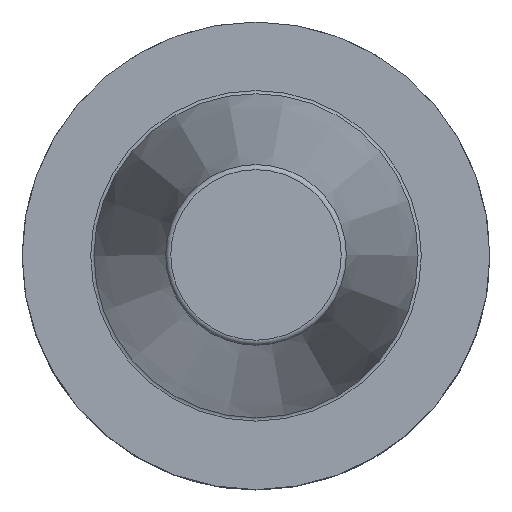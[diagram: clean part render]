
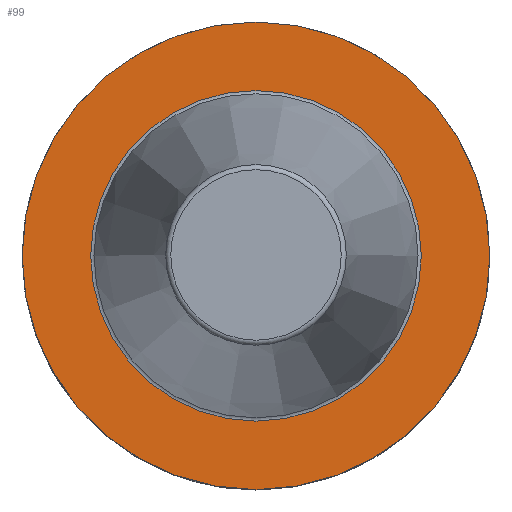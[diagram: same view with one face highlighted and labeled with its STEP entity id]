
A CAD part, top view. The second image highlights one B-rep face of the part: STEP entity #99.
In plain terms, the highlighted planar face has unit normal (0, 0, 1).
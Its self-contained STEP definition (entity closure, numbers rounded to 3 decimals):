
#74=FACE_BOUND('',#138,.T.);
#75=FACE_BOUND('',#139,.T.);
#99=ADVANCED_FACE('',(#74,#75),#109,.F.);
#109=PLANE('',#272);
#138=EDGE_LOOP('',(#176));
#139=EDGE_LOOP('',(#177));
#176=ORIENTED_EDGE('',*,*,#221,.F.);
#177=ORIENTED_EDGE('',*,*,#220,.T.);
#201=VERTEX_POINT('',#417);
#202=VERTEX_POINT('',#420);
#220=EDGE_CURVE('',#201,#201,#238,.T.);
#221=EDGE_CURVE('',#202,#202,#239,.T.);
#238=CIRCLE('',#269,22.99);
#239=CIRCLE('',#271,16.25);
#269=AXIS2_PLACEMENT_3D('',#416,#332,#333);
#271=AXIS2_PLACEMENT_3D('',#419,#336,#337);
#272=AXIS2_PLACEMENT_3D('',#421,#338,#339);
#332=DIRECTION('',(0.0,0.0,1.0));
#333=DIRECTION('',(1.0,0.0,0.0));
#336=DIRECTION('',(0.0,0.0,1.0));
#337=DIRECTION('',(1.0,0.0,0.0));
#338=DIRECTION('',(0.0,0.0,-1.0));
#339=DIRECTION('',(-1.0,0.0,0.0));
#416=CARTESIAN_POINT('',(0.0,0.0,-2.0));
#417=CARTESIAN_POINT('',(22.99,0.0,-2.0));
#419=CARTESIAN_POINT('',(0.0,0.0,-2.0));
#420=CARTESIAN_POINT('',(16.25,0.0,-2.0));
#421=CARTESIAN_POINT('',(0.0,22.99,-2.0));
